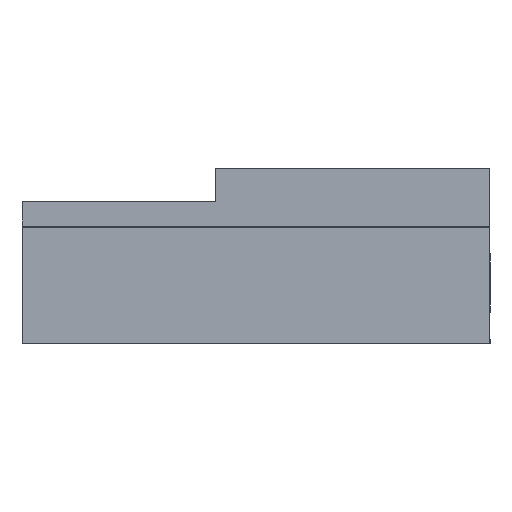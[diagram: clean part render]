
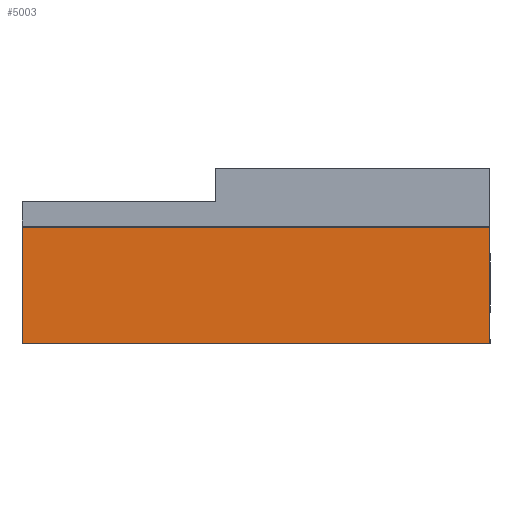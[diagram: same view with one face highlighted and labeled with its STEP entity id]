
A CAD part, front view. The second image highlights one B-rep face of the part: STEP entity #5003.
In plain terms, the highlighted planar face has unit normal (0, -1, 0).
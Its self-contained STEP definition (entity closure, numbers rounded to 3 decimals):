
#490=FACE_OUTER_BOUND('',#776,.T.);
#776=EDGE_LOOP('',(#3994,#3995,#3996,#3997));
#989=LINE('',#7323,#1515);
#999=LINE('',#7355,#1525);
#1255=LINE('',#8060,#1781);
#1256=LINE('',#8061,#1782);
#1515=VECTOR('',#5784,10.);
#1525=VECTOR('',#5818,10.);
#1781=VECTOR('',#6542,10.);
#1782=VECTOR('',#6543,10.);
#2035=VERTEX_POINT('',#7320);
#2036=VERTEX_POINT('',#7322);
#2046=VERTEX_POINT('',#7354);
#2261=VERTEX_POINT('',#8059);
#2532=EDGE_CURVE('',#2036,#2035,#989,.T.);
#2550=EDGE_CURVE('',#2046,#2036,#999,.T.);
#2900=EDGE_CURVE('',#2035,#2261,#1255,.T.);
#2901=EDGE_CURVE('',#2261,#2046,#1256,.T.);
#3994=ORIENTED_EDGE('',*,*,#2532,.T.);
#3995=ORIENTED_EDGE('',*,*,#2900,.T.);
#3996=ORIENTED_EDGE('',*,*,#2901,.T.);
#3997=ORIENTED_EDGE('',*,*,#2550,.T.);
#4782=PLANE('',#5406);
#5003=ADVANCED_FACE('',(#490),#4782,.T.);
#5406=AXIS2_PLACEMENT_3D('',#8058,#6540,#6541);
#5784=DIRECTION('',(-1.,0.,0.));
#5818=DIRECTION('',(0.,0.,1.));
#6540=DIRECTION('center_axis',(0.,-1.,0.));
#6541=DIRECTION('ref_axis',(1.,0.,0.));
#6542=DIRECTION('',(0.,0.,-1.));
#6543=DIRECTION('',(1.,0.,0.));
#7320=CARTESIAN_POINT('',(52.,107.,9.95));
#7322=CARTESIAN_POINT('',(92.,107.,9.95));
#7323=CARTESIAN_POINT('',(60.,107.,9.95));
#7354=CARTESIAN_POINT('',(92.,107.,0.));
#7355=CARTESIAN_POINT('',(92.,107.,10.));
#8058=CARTESIAN_POINT('Origin',(60.,107.,10.));
#8059=CARTESIAN_POINT('',(52.,107.,0.));
#8060=CARTESIAN_POINT('',(52.,107.,10.));
#8061=CARTESIAN_POINT('',(60.,107.,0.));
